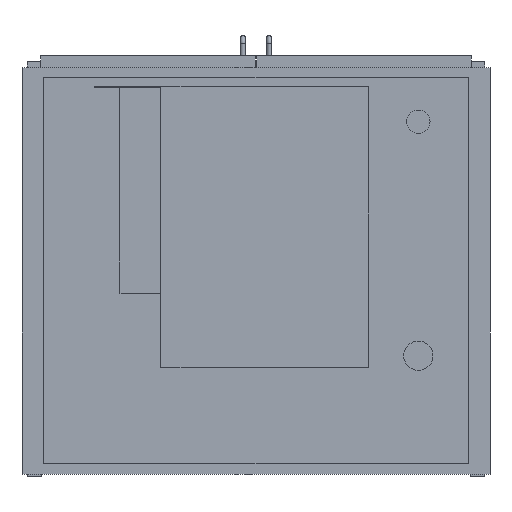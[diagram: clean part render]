
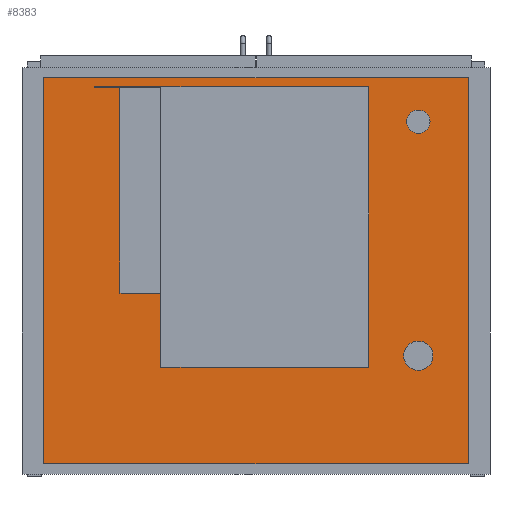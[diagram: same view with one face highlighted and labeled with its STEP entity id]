
A CAD part, front view. The second image highlights one B-rep face of the part: STEP entity #8383.
In plain terms, the highlighted planar face has unit normal (0, -1, 0).
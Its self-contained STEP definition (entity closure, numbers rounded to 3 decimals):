
#115=FACE_BOUND('',#1208,.T.);
#116=FACE_BOUND('',#1209,.T.);
#128=CIRCLE('',#9029,20.);
#129=CIRCLE('',#9030,20.);
#132=CIRCLE('',#9035,25.);
#133=CIRCLE('',#9036,25.);
#646=FACE_OUTER_BOUND('',#1207,.T.);
#1207=EDGE_LOOP('',(#5696,#5697,#5698,#5699));
#1208=EDGE_LOOP('',(#5700,#5701));
#1209=EDGE_LOOP('',(#5702,#5703));
#1813=LINE('',#12627,#2707);
#1815=LINE('',#12631,#2709);
#1817=LINE('',#12635,#2711);
#1819=LINE('',#12638,#2713);
#2707=VECTOR('',#10016,10.);
#2709=VECTOR('',#10020,10.);
#2711=VECTOR('',#10024,10.);
#2713=VECTOR('',#10028,10.);
#3554=VERTEX_POINT('',#12535);
#3555=VERTEX_POINT('',#12537);
#3558=VERTEX_POINT('',#12546);
#3559=VERTEX_POINT('',#12548);
#3584=VERTEX_POINT('',#12624);
#3585=VERTEX_POINT('',#12626);
#3586=VERTEX_POINT('',#12630);
#3587=VERTEX_POINT('',#12634);
#4379=EDGE_CURVE('',#3555,#3554,#128,.T.);
#4380=EDGE_CURVE('',#3554,#3555,#129,.T.);
#4384=EDGE_CURVE('',#3559,#3558,#132,.T.);
#4385=EDGE_CURVE('',#3558,#3559,#133,.T.);
#4421=EDGE_CURVE('',#3585,#3584,#1813,.T.);
#4423=EDGE_CURVE('',#3586,#3585,#1815,.T.);
#4425=EDGE_CURVE('',#3587,#3586,#1817,.T.);
#4427=EDGE_CURVE('',#3584,#3587,#1819,.T.);
#5696=ORIENTED_EDGE('',*,*,#4427,.T.);
#5697=ORIENTED_EDGE('',*,*,#4425,.T.);
#5698=ORIENTED_EDGE('',*,*,#4423,.T.);
#5699=ORIENTED_EDGE('',*,*,#4421,.T.);
#5700=ORIENTED_EDGE('',*,*,#4379,.T.);
#5701=ORIENTED_EDGE('',*,*,#4380,.T.);
#5702=ORIENTED_EDGE('',*,*,#4384,.T.);
#5703=ORIENTED_EDGE('',*,*,#4385,.T.);
#7937=PLANE('',#9055);
#8383=ADVANCED_FACE('',(#646,#115,#116),#7937,.T.);
#9029=AXIS2_PLACEMENT_3D('',#12538,#9934,#9935);
#9030=AXIS2_PLACEMENT_3D('',#12539,#9936,#9937);
#9035=AXIS2_PLACEMENT_3D('',#12549,#9947,#9948);
#9036=AXIS2_PLACEMENT_3D('',#12550,#9949,#9950);
#9055=AXIS2_PLACEMENT_3D('',#12639,#10029,#10030);
#9934=DIRECTION('center_axis',(0.,1.,0.));
#9935=DIRECTION('ref_axis',(1.,0.,0.));
#9936=DIRECTION('center_axis',(0.,1.,0.));
#9937=DIRECTION('ref_axis',(1.,0.,0.));
#9947=DIRECTION('center_axis',(0.,1.,0.));
#9948=DIRECTION('ref_axis',(1.,0.,0.));
#9949=DIRECTION('center_axis',(0.,1.,0.));
#9950=DIRECTION('ref_axis',(1.,0.,0.));
#10016=DIRECTION('',(0.,0.,-1.));
#10020=DIRECTION('',(-1.,0.,0.));
#10024=DIRECTION('',(0.,0.,1.));
#10028=DIRECTION('',(1.,0.,0.));
#10029=DIRECTION('center_axis',(0.,-1.,0.));
#10030=DIRECTION('ref_axis',(0.,0.,-1.));
#12535=CARTESIAN_POINT('',(257.5,-370.,255.));
#12537=CARTESIAN_POINT('',(297.5,-370.,255.));
#12538=CARTESIAN_POINT('Origin',(277.5,-370.,255.));
#12539=CARTESIAN_POINT('Origin',(277.5,-370.,255.));
#12546=CARTESIAN_POINT('',(252.5,-370.,-145.));
#12548=CARTESIAN_POINT('',(302.5,-370.,-145.));
#12549=CARTESIAN_POINT('Origin',(277.5,-370.,-145.));
#12550=CARTESIAN_POINT('Origin',(277.5,-370.,-145.));
#12624=CARTESIAN_POINT('',(-362.5,-370.,-330.));
#12626=CARTESIAN_POINT('',(-362.5,-370.,330.));
#12627=CARTESIAN_POINT('',(-362.5,-370.,-330.));
#12630=CARTESIAN_POINT('',(362.5,-370.,330.));
#12631=CARTESIAN_POINT('',(-362.5,-370.,330.));
#12634=CARTESIAN_POINT('',(362.5,-370.,-330.));
#12635=CARTESIAN_POINT('',(362.5,-370.,330.));
#12638=CARTESIAN_POINT('',(362.5,-370.,-330.));
#12639=CARTESIAN_POINT('Origin',(0.,-370.,0.));
